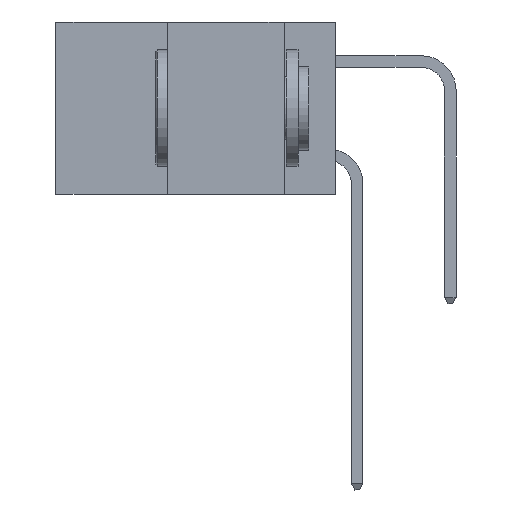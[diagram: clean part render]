
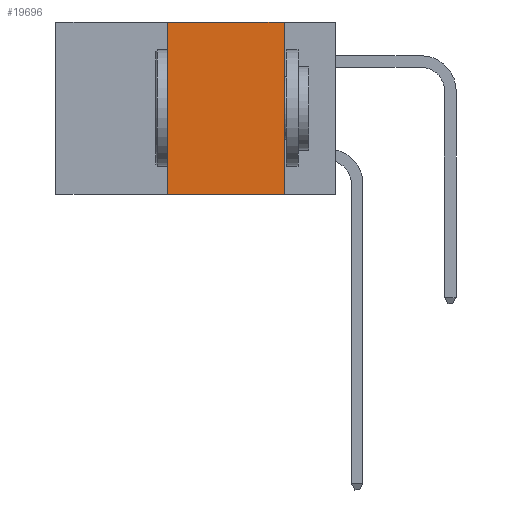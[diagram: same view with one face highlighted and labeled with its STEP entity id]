
A CAD part, left-side view. The second image highlights one B-rep face of the part: STEP entity #19696.
In plain terms, the highlighted planar face has unit normal (-1, 0, 0).
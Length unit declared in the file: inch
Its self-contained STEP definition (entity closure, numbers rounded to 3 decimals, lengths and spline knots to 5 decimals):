
#275 = CARTESIAN_POINT ( 'NONE',  ( 0., 0.6, -0.37 ) ) ;
#1579 = LINE ( 'NONE', #7412, #14370 ) ;
#1685 = VECTOR ( 'NONE', #10178, 39.37008 ) ;
#2227 = LINE ( 'NONE', #27392, #9020 ) ;
#2591 = VERTEX_POINT ( 'NONE', #6055 ) ;
#6055 = CARTESIAN_POINT ( 'NONE',  ( 0., 0.11, 0. ) ) ;
#7412 = CARTESIAN_POINT ( 'NONE',  ( 0., 0.6, 0. ) ) ;
#7567 = CARTESIAN_POINT ( 'NONE',  ( 0., 0.11, 0. ) ) ;
#9020 = VECTOR ( 'NONE', #29900, 39.37008 ) ;
#9277 = LINE ( 'NONE', #275, #30220 ) ;
#9564 = EDGE_CURVE ( 'NONE', #18137, #30504, #9277, .T. ) ;
#9737 = PLANE ( 'NONE',  #24680 ) ;
#10178 = DIRECTION ( 'NONE',  ( 0., 0., -1. ) ) ;
#10296 = EDGE_LOOP ( 'NONE', ( #17807, #19152, #25087, #17600 ) ) ;
#11999 = EDGE_CURVE ( 'NONE', #29253, #2591, #1579, .T. ) ;
#12299 = CARTESIAN_POINT ( 'NONE',  ( 0., 0.6, 0. ) ) ;
#14092 = FACE_OUTER_BOUND ( 'NONE', #10296, .T. ) ;
#14370 = VECTOR ( 'NONE', #20173, 39.37008 ) ;
#14669 = EDGE_CURVE ( 'NONE', #18137, #29253, #2227, .T. ) ;
#14854 = DIRECTION ( 'NONE',  ( 1., 0., 0. ) ) ;
#15601 = DIRECTION ( 'NONE',  ( 0., -1., 0. ) ) ;
#17600 = ORIENTED_EDGE ( 'NONE', *, *, #9564, .T. ) ;
#17807 = ORIENTED_EDGE ( 'NONE', *, *, #19809, .F. ) ;
#18137 = VERTEX_POINT ( 'NONE', #22229 ) ;
#19152 = ORIENTED_EDGE ( 'NONE', *, *, #11999, .F. ) ;
#19696 = ADVANCED_FACE ( 'NONE', ( #14092 ), #9737, .F. ) ;
#19809 = EDGE_CURVE ( 'NONE', #2591, #30504, #22869, .T. ) ;
#20173 = DIRECTION ( 'NONE',  ( 0., -1., 0. ) ) ;
#21877 = CARTESIAN_POINT ( 'NONE',  ( 0., 0.36, 0. ) ) ;
#22229 = CARTESIAN_POINT ( 'NONE',  ( 0., 0.36, -0.37 ) ) ;
#22869 = LINE ( 'NONE', #7567, #1685 ) ;
#24680 = AXIS2_PLACEMENT_3D ( 'NONE', #12299, #14854, #32429 ) ;
#25087 = ORIENTED_EDGE ( 'NONE', *, *, #14669, .F. ) ;
#27392 = CARTESIAN_POINT ( 'NONE',  ( 0., 0.36, 0. ) ) ;
#29253 = VERTEX_POINT ( 'NONE', #21877 ) ;
#29900 = DIRECTION ( 'NONE',  ( 0., 0., 1. ) ) ;
#30220 = VECTOR ( 'NONE', #15601, 39.37008 ) ;
#30504 = VERTEX_POINT ( 'NONE', #31896 ) ;
#31896 = CARTESIAN_POINT ( 'NONE',  ( 0., 0.11, -0.37 ) ) ;
#32429 = DIRECTION ( 'NONE',  ( 0., 0., -1. ) ) ;
